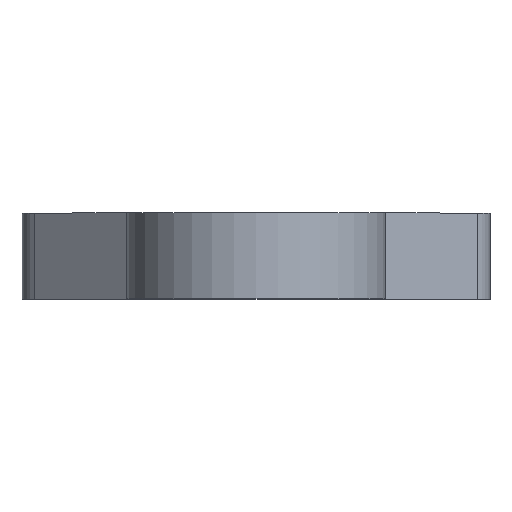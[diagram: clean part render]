
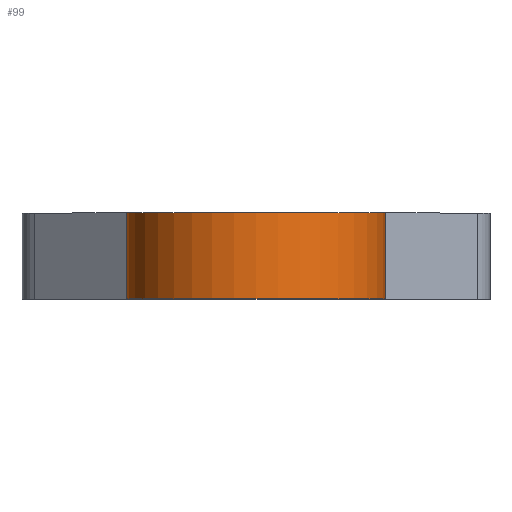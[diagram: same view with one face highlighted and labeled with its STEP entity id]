
A CAD part, top view. The second image highlights one B-rep face of the part: STEP entity #99.
In plain terms, the highlighted cylindrical face has radius 10.5 mm (diameter 21 mm), a partial arc.
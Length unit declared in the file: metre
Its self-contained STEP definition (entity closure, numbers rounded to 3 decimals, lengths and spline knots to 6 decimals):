
#99 = ADVANCED_FACE( '', ( #205 ), #206, .T. );
#205 = FACE_OUTER_BOUND( '', #318, .T. );
#206 = CYLINDRICAL_SURFACE( '', #319, 0.0105 );
#318 = EDGE_LOOP( '', ( #512, #513, #514, #515 ) );
#319 = AXIS2_PLACEMENT_3D( '', #516, #517, #518 );
#512 = ORIENTED_EDGE( '', *, *, #1904, .F. );
#513 = ORIENTED_EDGE( '', *, *, #1833, .T. );
#514 = ORIENTED_EDGE( '', *, *, #1899, .T. );
#515 = ORIENTED_EDGE( '', *, *, #1869, .T. );
#516 = CARTESIAN_POINT( '', ( 0., -0.007, 0. ) );
#517 = DIRECTION( '', ( 0., -1., 0. ) );
#518 = DIRECTION( '', ( 0., 0., 1. ) );
#1833 = EDGE_CURVE( '', #1928, #1932, #1934, .T. );
#1869 = EDGE_CURVE( '', #1994, #1991, #1995, .F. );
#1899 = EDGE_CURVE( '', #1932, #1994, #2040, .T. );
#1904 = EDGE_CURVE( '', #1928, #1991, #2045, .T. );
#1928 = VERTEX_POINT( '', #2073 );
#1932 = VERTEX_POINT( '', #2078 );
#1934 = LINE( '', #2080, #2081 );
#1991 = VERTEX_POINT( '', #2151 );
#1994 = VERTEX_POINT( '', #2154 );
#1995 = LINE( '', #2155, #2156 );
#2040 = CIRCLE( '', #2217, 0.0105 );
#2045 = CIRCLE( '', #2223, 0.0105 );
#2073 = CARTESIAN_POINT( '', ( 0.009273, -0.007, -0.004925 ) );
#2078 = CARTESIAN_POINT( '', ( 0.009273, 0., -0.004925 ) );
#2080 = CARTESIAN_POINT( '', ( 0.009273, -0.007, -0.004925 ) );
#2081 = VECTOR( '', #2263, 1. );
#2151 = CARTESIAN_POINT( '', ( -0.009273, -0.007, -0.004925 ) );
#2154 = CARTESIAN_POINT( '', ( -0.009273, 0., -0.004925 ) );
#2155 = CARTESIAN_POINT( '', ( -0.009273, -0.007, -0.004925 ) );
#2156 = VECTOR( '', #2316, 1. );
#2217 = AXIS2_PLACEMENT_3D( '', #2354, #2355, #2356 );
#2223 = AXIS2_PLACEMENT_3D( '', #2358, #2359, #2360 );
#2263 = DIRECTION( '', ( 0., 1., 0. ) );
#2316 = DIRECTION( '', ( 0., 1., 0. ) );
#2354 = CARTESIAN_POINT( '', ( 0., 0., 0. ) );
#2355 = DIRECTION( '', ( 0., -1., 0. ) );
#2356 = DIRECTION( '', ( 0., 0., -1. ) );
#2358 = CARTESIAN_POINT( '', ( 0., -0.007, 0. ) );
#2359 = DIRECTION( '', ( 0., -1., 0. ) );
#2360 = DIRECTION( '', ( 0., 0., -1. ) );
